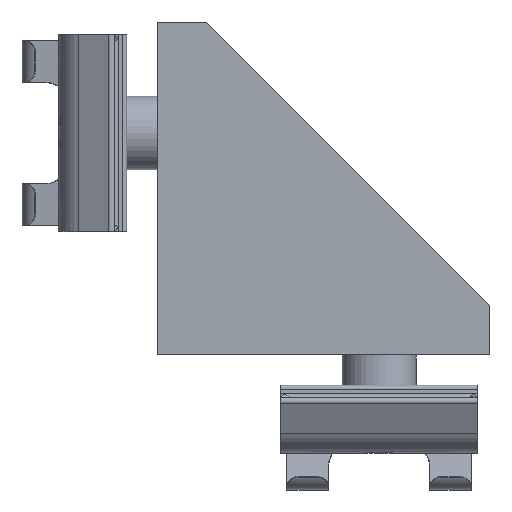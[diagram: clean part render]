
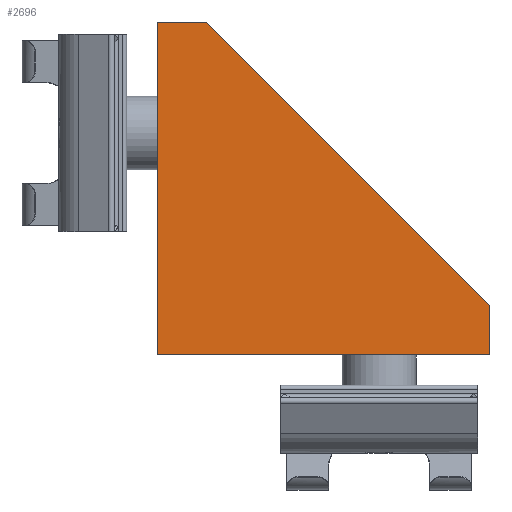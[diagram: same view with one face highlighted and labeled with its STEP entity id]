
A CAD part, top view. The second image highlights one B-rep face of the part: STEP entity #2696.
In plain terms, the highlighted planar face has unit normal (0, 0, 1).
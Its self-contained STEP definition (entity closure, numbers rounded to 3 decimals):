
#184=PLANE('',#2973);
#292=FACE_OUTER_BOUND('',#440,.T.);
#440=EDGE_LOOP('',(#2166,#2167,#2168,#2169,#2170));
#675=LINE('',#4234,#921);
#730=LINE('',#4386,#976);
#733=LINE('',#4391,#979);
#735=LINE('',#4394,#981);
#736=LINE('',#4396,#982);
#921=VECTOR('',#3314,10.);
#976=VECTOR('',#3471,10.);
#979=VECTOR('',#3476,10.);
#981=VECTOR('',#3480,10.);
#982=VECTOR('',#3483,10.);
#1205=VERTEX_POINT('',#4232);
#1206=VERTEX_POINT('',#4233);
#1251=VERTEX_POINT('',#4384);
#1252=VERTEX_POINT('',#4385);
#1253=VERTEX_POINT('',#4390);
#1503=EDGE_CURVE('',#1205,#1206,#675,.T.);
#1579=EDGE_CURVE('',#1251,#1252,#730,.T.);
#1582=EDGE_CURVE('',#1252,#1253,#733,.T.);
#1584=EDGE_CURVE('',#1253,#1205,#735,.T.);
#1585=EDGE_CURVE('',#1206,#1251,#736,.T.);
#2166=ORIENTED_EDGE('',*,*,#1579,.F.);
#2167=ORIENTED_EDGE('',*,*,#1585,.F.);
#2168=ORIENTED_EDGE('',*,*,#1503,.F.);
#2169=ORIENTED_EDGE('',*,*,#1584,.F.);
#2170=ORIENTED_EDGE('',*,*,#1582,.F.);
#2696=ADVANCED_FACE('',(#292),#184,.T.);
#2973=AXIS2_PLACEMENT_3D('',#4397,#3484,#3485);
#3314=DIRECTION('',(-1.,0.,0.));
#3471=DIRECTION('',(1.,0.,0.));
#3476=DIRECTION('',(0.707,-0.707,0.));
#3480=DIRECTION('',(0.,-1.,0.));
#3483=DIRECTION('',(0.,1.,0.));
#3484=DIRECTION('center_axis',(0.,0.,1.));
#3485=DIRECTION('ref_axis',(1.,0.,0.));
#4232=CARTESIAN_POINT('',(13.5,-13.5,8.));
#4233=CARTESIAN_POINT('',(-13.5,-13.5,8.));
#4234=CARTESIAN_POINT('',(-13.5,-13.5,8.));
#4384=CARTESIAN_POINT('',(-13.5,13.5,8.));
#4385=CARTESIAN_POINT('',(-9.5,13.5,8.));
#4386=CARTESIAN_POINT('',(-9.5,13.5,8.));
#4390=CARTESIAN_POINT('',(13.5,-9.5,8.));
#4391=CARTESIAN_POINT('',(13.5,-9.5,8.));
#4394=CARTESIAN_POINT('',(13.5,-13.5,8.));
#4396=CARTESIAN_POINT('',(-13.5,13.5,8.));
#4397=CARTESIAN_POINT('Origin',(-3.083,-3.083,8.));
